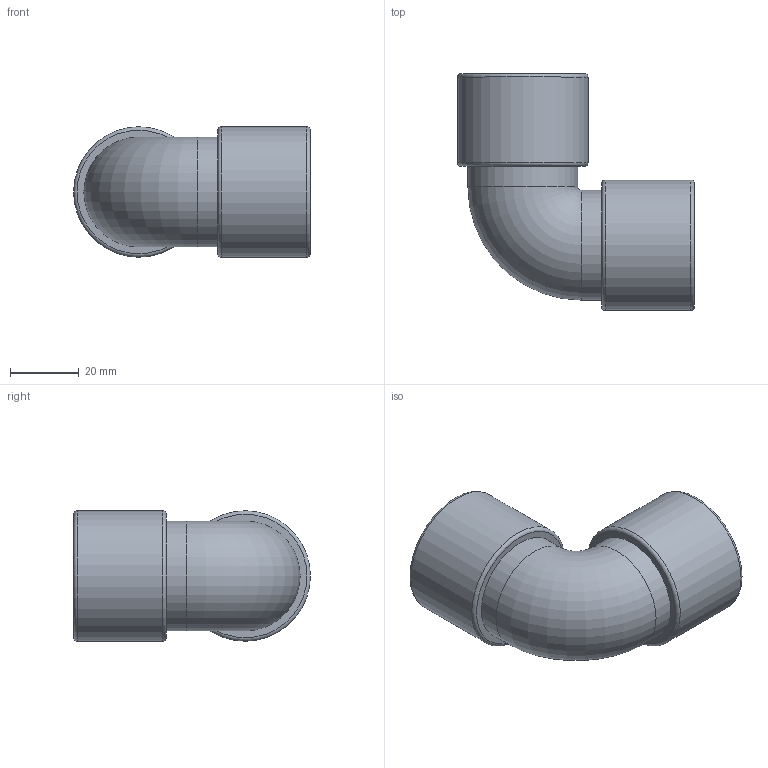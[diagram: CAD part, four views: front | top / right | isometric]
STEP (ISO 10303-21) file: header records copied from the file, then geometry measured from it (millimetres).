
FILE_DESCRIPTION(('FreeCAD Model'),'2;1');
FILE_NAME('PVC 90º Elbow.step','2017-09-17T11:19:54', ('Author'),(''),'Open CASCADE STEP processor 6.8','FreeCAD','Unknown' );
FILE_SCHEMA(('AUTOMOTIVE_DESIGN_CC2 { 1 2 10303 214 -1 1 5 4 }'));
Length unit declared in the file: millimetre
Products named in the file (2): ASSEMBLY; PVC_90º_Elbow_32mm
Assembly tree (1 placements, depth 2):
  ASSEMBLY
    PVC_90º_Elbow_32mm
Bounding box: 69 x 69 x 38 mm (x, y, z)
Volume: 25717.2 mm3; surface area: 20524.7 mm2
Topology: 1 solids, 1 shells, 22 faces, 41 edges, 25 vertices
Faces by surface type: cylinder 8, torus 8, plane 6
Full cylindrical faces by diameter (mm): 28 x2, 32 x4, 38 x2
Entity records: 1193 total; most frequent: CARTESIAN_POINT 264, DIRECTION 186, ORIENTED_EDGE 82, PCURVE 82, DEFINITIONAL_REPRESENTATION 82, LINE 60, VECTOR 60, AXIS2_PLACEMENT_3D 57
